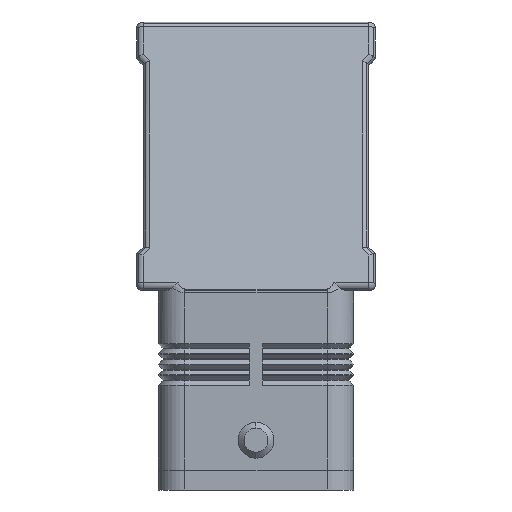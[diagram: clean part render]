
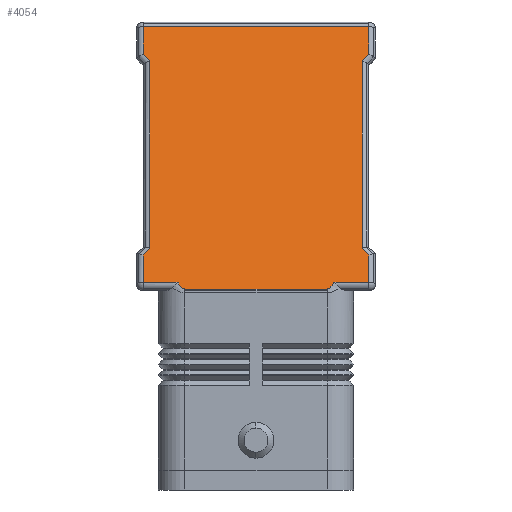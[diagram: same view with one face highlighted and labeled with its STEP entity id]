
A CAD part, left-side view. The second image highlights one B-rep face of the part: STEP entity #4054.
In plain terms, the highlighted planar face has unit normal (-0.96, 0, 0.28).
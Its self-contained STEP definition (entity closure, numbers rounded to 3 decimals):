
#249=CARTESIAN_POINT('',(-39.376,-17.0,31.28));
#250=VERTEX_POINT('',#249);
#258=CARTESIAN_POINT('',(-39.376,-11.743,31.28));
#259=VERTEX_POINT('',#258);
#260=CARTESIAN_POINT('',(-39.376,-17.0,31.28));
#261=DIRECTION('',(0.0,1.0,0.0));
#262=VECTOR('',#261,5.257);
#263=LINE('',#260,#262);
#264=EDGE_CURVE('',#250,#259,#263,.T.);
#412=CARTESIAN_POINT('',(-39.376,11.743,31.28));
#413=VERTEX_POINT('',#412);
#427=CARTESIAN_POINT('',(-39.376,17.0,31.28));
#428=VERTEX_POINT('',#427);
#429=CARTESIAN_POINT('',(-39.376,11.743,31.28));
#430=DIRECTION('',(0.0,1.0,0.0));
#431=VECTOR('',#430,5.257);
#432=LINE('',#429,#431);
#433=EDGE_CURVE('',#413,#428,#432,.T.);
#956=CARTESIAN_POINT('',(-28.139,17.0,69.78));
#957=VERTEX_POINT('',#956);
#965=CARTESIAN_POINT('',(-28.139,-17.0,69.78));
#966=VERTEX_POINT('',#965);
#967=CARTESIAN_POINT('',(-28.139,17.0,69.78));
#968=DIRECTION('',(0.0,-1.0,0.0));
#969=VECTOR('',#968,34.0);
#970=LINE('',#967,#969);
#971=EDGE_CURVE('',#957,#966,#970,.T.);
#1719=CARTESIAN_POINT('',(-39.67,-10.7,30.274));
#1720=VERTEX_POINT('',#1719);
#1728=CARTESIAN_POINT('',(-39.67,10.7,30.274));
#1729=VERTEX_POINT('',#1728);
#1730=CARTESIAN_POINT('',(-39.67,-10.7,30.274));
#1731=DIRECTION('',(0.0,1.0,0.0));
#1732=VECTOR('',#1731,21.4);
#1733=LINE('',#1730,#1732);
#1734=EDGE_CURVE('',#1720,#1729,#1733,.T.);
#3769=CARTESIAN_POINT('',(-37.67,-10.7,37.126));
#3770=DIRECTION('',(0.96,0.0,-0.28));
#3771=DIRECTION('',(-0.28,0.0,-0.96));
#3772=AXIS2_PLACEMENT_3D('',#3769,#3770,#3771);
#3773=ELLIPSE('',#3772,7.138,2.0);
#3774=EDGE_CURVE('',#259,#1720,#3773,.T.);
#3955=CARTESIAN_POINT('',(-37.67,10.7,37.126));
#3956=DIRECTION('',(0.96,0.0,-0.28));
#3957=DIRECTION('',(-0.28,0.0,-0.96));
#3958=AXIS2_PLACEMENT_3D('',#3955,#3956,#3957);
#3959=ELLIPSE('',#3958,7.138,2.0);
#3960=EDGE_CURVE('',#1729,#413,#3959,.T.);
#3965=CARTESIAN_POINT('',(-27.929,0.0,70.5));
#3966=DIRECTION('',(-0.96,0.0,0.28));
#3967=DIRECTION('',(0.28,0.0,0.96));
#3968=AXIS2_PLACEMENT_3D('',#3965,#3966,#3967);
#3969=PLANE('',#3968);
#3970=ORIENTED_EDGE('',*,*,#433,.F.);
#3971=ORIENTED_EDGE('',*,*,#3960,.F.);
#3972=ORIENTED_EDGE('',*,*,#1734,.F.);
#3973=ORIENTED_EDGE('',*,*,#3774,.F.);
#3974=ORIENTED_EDGE('',*,*,#264,.F.);
#3975=CARTESIAN_POINT('',(-38.173,-17.0,35.402));
#3976=VERTEX_POINT('',#3975);
#3977=CARTESIAN_POINT('',(-38.173,-17.0,35.402));
#3978=DIRECTION('',(-0.28,0.0,-0.96));
#3979=VECTOR('',#3978,4.293);
#3980=LINE('',#3977,#3979);
#3981=EDGE_CURVE('',#3976,#250,#3980,.T.);
#3982=ORIENTED_EDGE('',*,*,#3981,.F.);
#3983=CARTESIAN_POINT('',(-37.881,-16.,36.402));
#3984=VERTEX_POINT('',#3983);
#3985=CARTESIAN_POINT('',(-37.881,-16.,36.402));
#3986=DIRECTION('',(-0.202,-0.693,-0.693));
#3987=VECTOR('',#3986,1.444);
#3988=LINE('',#3985,#3987);
#3989=EDGE_CURVE('',#3984,#3976,#3988,.T.);
#3990=ORIENTED_EDGE('',*,*,#3989,.F.);
#3991=CARTESIAN_POINT('',(-29.634,-16.,64.659));
#3992=VERTEX_POINT('',#3991);
#3993=CARTESIAN_POINT('',(-29.634,-16.,64.659));
#3994=DIRECTION('',(-0.28,0.0,-0.96));
#3995=VECTOR('',#3994,29.436);
#3996=LINE('',#3993,#3995);
#3997=EDGE_CURVE('',#3992,#3984,#3996,.T.);
#3998=ORIENTED_EDGE('',*,*,#3997,.F.);
#3999=CARTESIAN_POINT('',(-29.342,-17.0,65.659));
#4000=VERTEX_POINT('',#3999);
#4001=CARTESIAN_POINT('',(-29.342,-17.0,65.659));
#4002=DIRECTION('',(-0.202,0.693,-0.693));
#4003=VECTOR('',#4002,1.444);
#4004=LINE('',#4001,#4003);
#4005=EDGE_CURVE('',#4000,#3992,#4004,.T.);
#4006=ORIENTED_EDGE('',*,*,#4005,.F.);
#4007=CARTESIAN_POINT('',(-28.139,-17.0,69.78));
#4008=DIRECTION('',(-0.28,0.0,-0.96));
#4009=VECTOR('',#4008,4.293);
#4010=LINE('',#4007,#4009);
#4011=EDGE_CURVE('',#966,#4000,#4010,.T.);
#4012=ORIENTED_EDGE('',*,*,#4011,.F.);
#4013=ORIENTED_EDGE('',*,*,#971,.F.);
#4014=CARTESIAN_POINT('',(-29.342,17.0,65.659));
#4015=VERTEX_POINT('',#4014);
#4016=CARTESIAN_POINT('',(-29.342,17.0,65.659));
#4017=DIRECTION('',(0.28,0.0,0.96));
#4018=VECTOR('',#4017,4.293);
#4019=LINE('',#4016,#4018);
#4020=EDGE_CURVE('',#4015,#957,#4019,.T.);
#4021=ORIENTED_EDGE('',*,*,#4020,.F.);
#4022=CARTESIAN_POINT('',(-29.634,16.,64.659));
#4023=VERTEX_POINT('',#4022);
#4024=CARTESIAN_POINT('',(-29.634,16.,64.659));
#4025=DIRECTION('',(0.202,0.693,0.693));
#4026=VECTOR('',#4025,1.444);
#4027=LINE('',#4024,#4026);
#4028=EDGE_CURVE('',#4023,#4015,#4027,.T.);
#4029=ORIENTED_EDGE('',*,*,#4028,.F.);
#4030=CARTESIAN_POINT('',(-37.881,16.,36.402));
#4031=VERTEX_POINT('',#4030);
#4032=CARTESIAN_POINT('',(-37.881,16.,36.402));
#4033=DIRECTION('',(0.28,0.0,0.96));
#4034=VECTOR('',#4033,29.436);
#4035=LINE('',#4032,#4034);
#4036=EDGE_CURVE('',#4031,#4023,#4035,.T.);
#4037=ORIENTED_EDGE('',*,*,#4036,.F.);
#4038=CARTESIAN_POINT('',(-38.173,17.0,35.402));
#4039=VERTEX_POINT('',#4038);
#4040=CARTESIAN_POINT('',(-38.173,17.0,35.402));
#4041=DIRECTION('',(0.202,-0.693,0.693));
#4042=VECTOR('',#4041,1.444);
#4043=LINE('',#4040,#4042);
#4044=EDGE_CURVE('',#4039,#4031,#4043,.T.);
#4045=ORIENTED_EDGE('',*,*,#4044,.F.);
#4046=CARTESIAN_POINT('',(-39.376,17.0,31.28));
#4047=DIRECTION('',(0.28,0.0,0.96));
#4048=VECTOR('',#4047,4.293);
#4049=LINE('',#4046,#4048);
#4050=EDGE_CURVE('',#428,#4039,#4049,.T.);
#4051=ORIENTED_EDGE('',*,*,#4050,.F.);
#4052=EDGE_LOOP('',(#3970,#3971,#3972,#3973,#3974,#3982,#3990,#3998,#4006,#4012,#4013,#4021,#4029,#4037,#4045,#4051));
#4053=FACE_OUTER_BOUND('',#4052,.T.);
#4054=ADVANCED_FACE('',(#4053),#3969,.T.);
